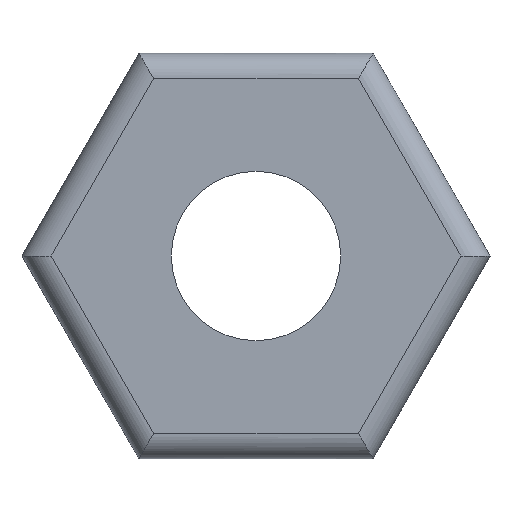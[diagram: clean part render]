
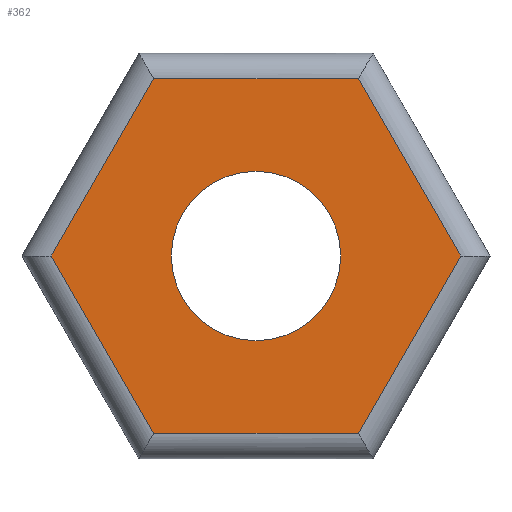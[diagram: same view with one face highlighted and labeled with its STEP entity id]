
A CAD part, front view. The second image highlights one B-rep face of the part: STEP entity #362.
In plain terms, the highlighted planar face has unit normal (0, -1, 0).
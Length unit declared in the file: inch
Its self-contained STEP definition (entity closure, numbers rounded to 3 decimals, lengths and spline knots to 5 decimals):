
#19=FACE_BOUND('',#82,.T.);
#22=CIRCLE('',#407,0.06675);
#23=CIRCLE('',#408,0.06675);
#49=PLANE('',#406);
#60=FACE_OUTER_BOUND('',#81,.T.);
#81=EDGE_LOOP('',(#254,#255,#256,#257,#258,#259));
#82=EDGE_LOOP('',(#260,#261));
#102=LINE('',#565,#124);
#106=LINE('',#579,#128);
#108=LINE('',#586,#130);
#109=LINE('',#587,#131);
#110=LINE('',#589,#132);
#111=LINE('',#590,#133);
#124=VECTOR('',#451,0.16141);
#128=VECTOR('',#461,0.16141);
#130=VECTOR('',#467,0.16141);
#131=VECTOR('',#468,0.16141);
#132=VECTOR('',#469,0.16141);
#133=VECTOR('',#470,0.16141);
#153=VERTEX_POINT('',#562);
#154=VERTEX_POINT('',#564);
#158=VERTEX_POINT('',#578);
#160=VERTEX_POINT('',#584);
#161=VERTEX_POINT('',#585);
#162=VERTEX_POINT('',#588);
#163=VERTEX_POINT('',#591);
#164=VERTEX_POINT('',#592);
#189=EDGE_CURVE('',#154,#153,#102,.T.);
#195=EDGE_CURVE('',#158,#154,#106,.T.);
#198=EDGE_CURVE('',#160,#161,#108,.T.);
#199=EDGE_CURVE('',#161,#158,#109,.T.);
#200=EDGE_CURVE('',#153,#162,#110,.T.);
#201=EDGE_CURVE('',#162,#160,#111,.T.);
#202=EDGE_CURVE('',#163,#164,#22,.T.);
#203=EDGE_CURVE('',#164,#163,#23,.T.);
#254=ORIENTED_EDGE('',*,*,#198,.T.);
#255=ORIENTED_EDGE('',*,*,#199,.T.);
#256=ORIENTED_EDGE('',*,*,#195,.T.);
#257=ORIENTED_EDGE('',*,*,#189,.T.);
#258=ORIENTED_EDGE('',*,*,#200,.T.);
#259=ORIENTED_EDGE('',*,*,#201,.T.);
#260=ORIENTED_EDGE('',*,*,#202,.T.);
#261=ORIENTED_EDGE('',*,*,#203,.T.);
#362=ADVANCED_FACE('',(#60,#19),#49,.T.);
#406=AXIS2_PLACEMENT_3D('',#583,#465,#466);
#407=AXIS2_PLACEMENT_3D('',#593,#471,#472);
#408=AXIS2_PLACEMENT_3D('',#594,#473,#474);
#451=DIRECTION('',(0.5,0.,-0.866));
#461=DIRECTION('',(-0.5,0.,-0.866));
#465=DIRECTION('center_axis',(0.,-1.,0.));
#466=DIRECTION('ref_axis',(0.,0.,-1.));
#467=DIRECTION('',(-0.5,0.,0.866));
#468=DIRECTION('',(-1.,0.,0.));
#469=DIRECTION('',(1.,0.,0.));
#470=DIRECTION('',(0.5,0.,0.866));
#471=DIRECTION('center_axis',(0.,1.,0.));
#472=DIRECTION('ref_axis',(0.,0.,1.));
#473=DIRECTION('center_axis',(0.,1.,0.));
#474=DIRECTION('ref_axis',(0.,0.,1.));
#562=CARTESIAN_POINT('',(-0.0807,0.,-0.13978));
#564=CARTESIAN_POINT('',(-0.16141,0.,0.));
#565=CARTESIAN_POINT('',(-0.16141,0.,0.));
#578=CARTESIAN_POINT('',(-0.0807,0.,0.13978));
#579=CARTESIAN_POINT('',(-0.0807,0.,0.13978));
#583=CARTESIAN_POINT('Origin',(0.09225,0.,0.15978));
#584=CARTESIAN_POINT('',(0.16141,0.,0.));
#585=CARTESIAN_POINT('',(0.0807,0.,0.13978));
#586=CARTESIAN_POINT('',(0.16141,0.,0.));
#587=CARTESIAN_POINT('',(0.0807,0.,0.13978));
#588=CARTESIAN_POINT('',(0.0807,0.,-0.13978));
#589=CARTESIAN_POINT('',(-0.0807,0.,-0.13978));
#590=CARTESIAN_POINT('',(0.0807,0.,-0.13978));
#591=CARTESIAN_POINT('',(0.,0.,0.06675));
#592=CARTESIAN_POINT('',(0.,0.,-0.06675));
#593=CARTESIAN_POINT('Origin',(0.,0.,0.));
#594=CARTESIAN_POINT('Origin',(0.,0.,0.));
